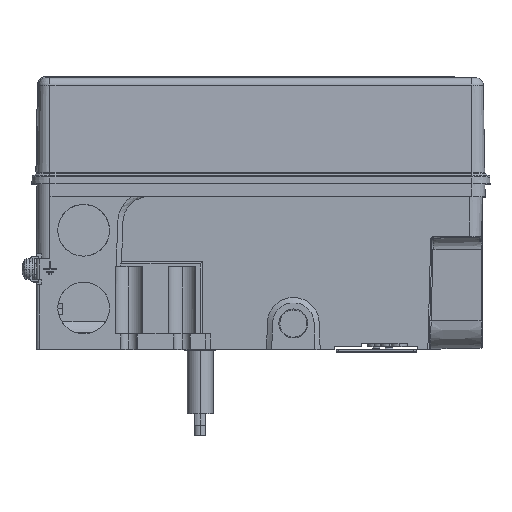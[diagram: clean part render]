
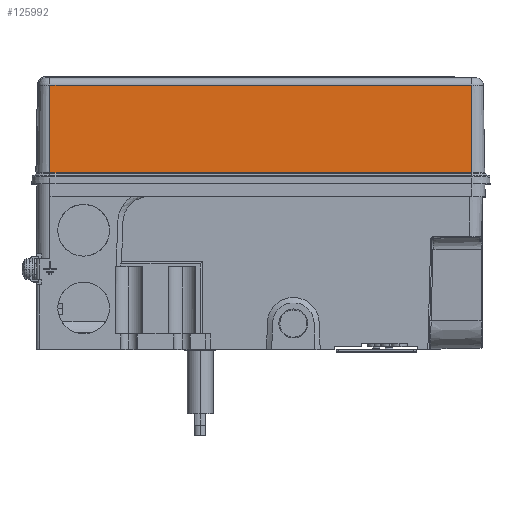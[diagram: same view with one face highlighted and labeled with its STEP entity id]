
A CAD part, top view. The second image highlights one B-rep face of the part: STEP entity #125992.
In plain terms, the highlighted planar face has unit normal (0, 0.018, 1).
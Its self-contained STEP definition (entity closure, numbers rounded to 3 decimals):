
#1047 = LINE ( 'NONE', #50688, #24578 ) ;
#2447 = LINE ( 'NONE', #127215, #109201 ) ;
#12484 = CARTESIAN_POINT ( 'NONE',  ( -58., 1., 53. ) ) ;
#15826 = CARTESIAN_POINT ( 'NONE',  ( 105., 4.283, 52.943 ) ) ;
#17078 = VERTEX_POINT ( 'NONE', #15826 ) ;
#19825 = VERTEX_POINT ( 'NONE', #42327 ) ;
#21780 = ORIENTED_EDGE ( 'NONE', *, *, #48170, .T. ) ;
#22353 = ORIENTED_EDGE ( 'NONE', *, *, #51868, .T. ) ;
#22505 = DIRECTION ( 'NONE',  ( 0., -1., 0.017 ) ) ;
#24578 = VECTOR ( 'NONE', #80939, 1000. ) ;
#37369 = ORIENTED_EDGE ( 'NONE', *, *, #128326, .T. ) ;
#39080 = CARTESIAN_POINT ( 'NONE',  ( -58., 4.283, 52.943 ) ) ;
#41474 = VECTOR ( 'NONE', #49223, 1000. ) ;
#42207 = LINE ( 'NONE', #105776, #92433 ) ;
#42308 = FACE_OUTER_BOUND ( 'NONE', #90648, .T. ) ;
#42327 = CARTESIAN_POINT ( 'NONE',  ( 105., 38.052, 52.353 ) ) ;
#48170 = EDGE_CURVE ( 'NONE', #19825, #81978, #42207, .T. ) ;
#49223 = DIRECTION ( 'NONE',  ( 1., 0., 0. ) ) ;
#50688 = CARTESIAN_POINT ( 'NONE',  ( -58., 1., 53. ) ) ;
#51868 = EDGE_CURVE ( 'NONE', #92622, #17078, #118423, .T. ) ;
#59528 = ORIENTED_EDGE ( 'NONE', *, *, #129123, .F. ) ;
#67155 = DIRECTION ( 'NONE',  ( 0., -1., 0.017 ) ) ;
#72496 = PLANE ( 'NONE',  #99410 ) ;
#74244 = CARTESIAN_POINT ( 'NONE',  ( -58., 38.052, 52.353 ) ) ;
#80939 = DIRECTION ( 'NONE',  ( 0., -1., 0.017 ) ) ;
#81978 = VERTEX_POINT ( 'NONE', #74244 ) ;
#82600 = DIRECTION ( 'NONE',  ( 0., 0.017, 1. ) ) ;
#90648 = EDGE_LOOP ( 'NONE', ( #37369, #22353, #59528, #21780 ) ) ;
#92433 = VECTOR ( 'NONE', #115857, 1000. ) ;
#92622 = VERTEX_POINT ( 'NONE', #105088 ) ;
#99410 = AXIS2_PLACEMENT_3D ( 'NONE', #12484, #82600, #22505 ) ;
#105088 = CARTESIAN_POINT ( 'NONE',  ( -58., 4.283, 52.943 ) ) ;
#105776 = CARTESIAN_POINT ( 'NONE',  ( -58., 38.052, 52.353 ) ) ;
#109201 = VECTOR ( 'NONE', #67155, 1000. ) ;
#115857 = DIRECTION ( 'NONE',  ( -1., 0., 0. ) ) ;
#118423 = LINE ( 'NONE', #39080, #41474 ) ;
#125992 = ADVANCED_FACE ( 'NONE', ( #42308 ), #72496, .T. ) ;
#127215 = CARTESIAN_POINT ( 'NONE',  ( 105., 1., 53. ) ) ;
#128326 = EDGE_CURVE ( 'NONE', #81978, #92622, #1047, .T. ) ;
#129123 = EDGE_CURVE ( 'NONE', #19825, #17078, #2447, .T. ) ;
